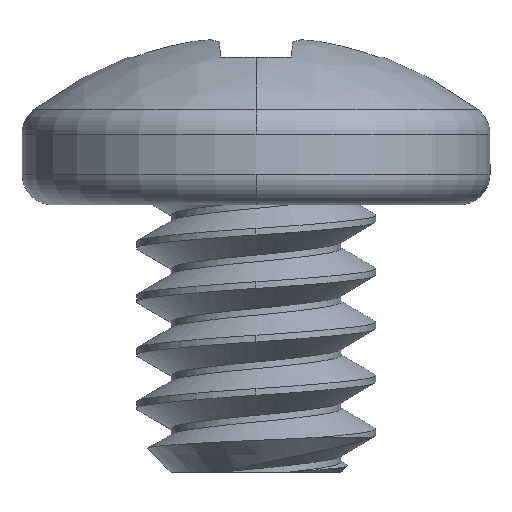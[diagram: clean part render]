
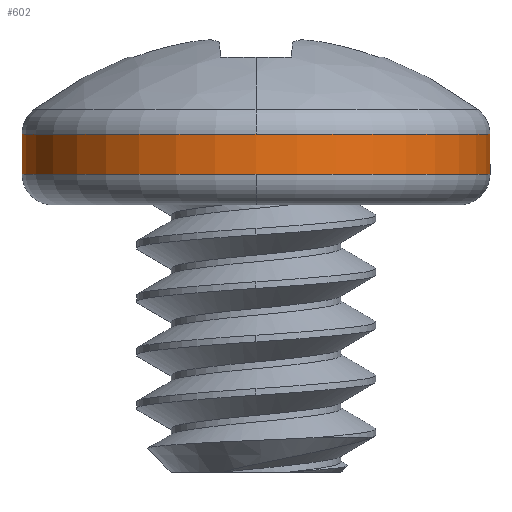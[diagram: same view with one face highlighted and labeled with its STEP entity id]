
A CAD part, front view. The second image highlights one B-rep face of the part: STEP entity #602.
In plain terms, the highlighted cylindrical face has radius 2.781 mm (diameter 5.563 mm), a partial arc.
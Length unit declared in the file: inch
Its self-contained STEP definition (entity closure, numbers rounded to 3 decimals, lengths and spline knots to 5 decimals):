
#104 = DIRECTION ( 'NONE',  ( 0., 0., -1. ) ) ;
#152 = CARTESIAN_POINT ( 'NONE',  ( 0.1095, 0., 0. ) ) ;
#179 = EDGE_CURVE ( 'NONE', #2627, #2594, #2732, .T. ) ;
#247 = EDGE_CURVE ( 'NONE', #2590, #2525, #2746, .T. ) ;
#249 = AXIS2_PLACEMENT_3D ( 'NONE', #1579, #1576, #1575 ) ;
#318 = AXIS2_PLACEMENT_3D ( 'NONE', #1451, #1452, #1453 ) ;
#337 = EDGE_CURVE ( 'NONE', #2595, #2526, #2785, .T. ) ;
#349 = EDGE_CURVE ( 'NONE', #2525, #2595, #2795, .T. ) ;
#380 = AXIS2_PLACEMENT_3D ( 'NONE', #2090, #2057, #2106 ) ;
#383 = AXIS2_PLACEMENT_3D ( 'NONE', #735, #738, #744 ) ;
#454 = EDGE_CURVE ( 'NONE', #2594, #2526, #2863, .T. ) ;
#463 = AXIS2_PLACEMENT_3D ( 'NONE', #3110, #3109, #3108 ) ;
#515 = EDGE_CURVE ( 'NONE', #2590, #2627, #2914, .T. ) ;
#548 = DIRECTION ( 'NONE',  ( 0., 0., -1. ) ) ;
#602 = ADVANCED_FACE ( 'NONE', ( #2964 ), #2973, .T. ) ;
#735 = CARTESIAN_POINT ( 'NONE',  ( 0., 0., 0.1394 ) ) ;
#738 = DIRECTION ( 'NONE',  ( 0., 0., -1. ) ) ;
#744 = DIRECTION ( 'NONE',  ( 0., 1., 0. ) ) ;
#809 = ORIENTED_EDGE ( 'NONE', *, *, #349, .F. ) ;
#845 = ORIENTED_EDGE ( 'NONE', *, *, #247, .F. ) ;
#917 = ORIENTED_EDGE ( 'NONE', *, *, #179, .T. ) ;
#1136 = CARTESIAN_POINT ( 'NONE',  ( 0.1095, 0., 0.1394 ) ) ;
#1137 = CARTESIAN_POINT ( 'NONE',  ( -0.1095, 0., 0.1394 ) ) ;
#1199 = CARTESIAN_POINT ( 'NONE',  ( 0.1095, 0., 0.15812 ) ) ;
#1203 = CARTESIAN_POINT ( 'NONE',  ( -0.1095, 0., 0.15812 ) ) ;
#1204 = CARTESIAN_POINT ( 'NONE',  ( 0., -0.1095, 0.1394 ) ) ;
#1236 = CARTESIAN_POINT ( 'NONE',  ( 0., -0.1095, 0.15812 ) ) ;
#1451 = CARTESIAN_POINT ( 'NONE',  ( 0., 0., 0.15812 ) ) ;
#1452 = DIRECTION ( 'NONE',  ( 0., 0., -1. ) ) ;
#1453 = DIRECTION ( 'NONE',  ( 0., 1., 0. ) ) ;
#1575 = DIRECTION ( 'NONE',  ( -1., 0., 0. ) ) ;
#1576 = DIRECTION ( 'NONE',  ( 0., 0., -1. ) ) ;
#1579 = CARTESIAN_POINT ( 'NONE',  ( 0., 0., 0. ) ) ;
#1850 = EDGE_LOOP ( 'NONE', ( #845, #1875, #917, #1883, #1890, #809 ) ) ;
#1875 = ORIENTED_EDGE ( 'NONE', *, *, #515, .T. ) ;
#1883 = ORIENTED_EDGE ( 'NONE', *, *, #454, .T. ) ;
#1890 = ORIENTED_EDGE ( 'NONE', *, *, #337, .F. ) ;
#2035 = CARTESIAN_POINT ( 'NONE',  ( -0.1095, 0., 0. ) ) ;
#2057 = DIRECTION ( 'NONE',  ( 0., 0., -1. ) ) ;
#2090 = CARTESIAN_POINT ( 'NONE',  ( 0., 0., 0.1394 ) ) ;
#2106 = DIRECTION ( 'NONE',  ( 0., 1., 0. ) ) ;
#2525 = VERTEX_POINT ( 'NONE', #1136 ) ;
#2526 = VERTEX_POINT ( 'NONE', #1137 ) ;
#2590 = VERTEX_POINT ( 'NONE', #1199 ) ;
#2594 = VERTEX_POINT ( 'NONE', #1203 ) ;
#2595 = VERTEX_POINT ( 'NONE', #1204 ) ;
#2627 = VERTEX_POINT ( 'NONE', #1236 ) ;
#2732 = CIRCLE ( 'NONE', #463, 0.1095 ) ;
#2746 = LINE ( 'NONE', #152, #2750 ) ;
#2750 = VECTOR ( 'NONE', #104, 39.37008 ) ;
#2785 = CIRCLE ( 'NONE', #383, 0.1095 ) ;
#2795 = CIRCLE ( 'NONE', #380, 0.1095 ) ;
#2863 = LINE ( 'NONE', #2035, #2864 ) ;
#2864 = VECTOR ( 'NONE', #548, 39.37008 ) ;
#2914 = CIRCLE ( 'NONE', #318, 0.1095 ) ;
#2964 = FACE_OUTER_BOUND ( 'NONE', #1850, .T. ) ;
#2973 = CYLINDRICAL_SURFACE ( 'NONE', #249, 0.1095 ) ;
#3108 = DIRECTION ( 'NONE',  ( 0., 1., 0. ) ) ;
#3109 = DIRECTION ( 'NONE',  ( 0., 0., -1. ) ) ;
#3110 = CARTESIAN_POINT ( 'NONE',  ( 0., 0., 0.15812 ) ) ;
